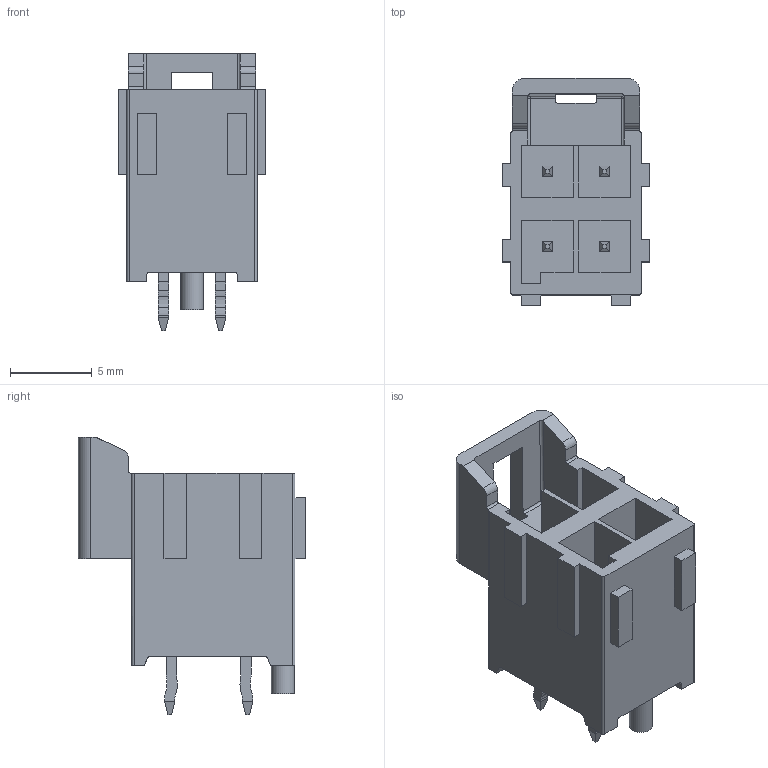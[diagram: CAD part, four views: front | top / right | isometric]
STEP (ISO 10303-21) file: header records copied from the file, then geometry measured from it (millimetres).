
FILE_DESCRIPTION( ( 'STEP AP214' ), '1' );
FILE_NAME( 'psolqas0816210179.stp', '2019-02-18T07:16:21', ( '' ), ( '' ), ' ', 'PARTsolutions', ' ' );
FILE_SCHEMA( ( 'AUTOMOTIVE_DESIGN { 1 0 10303 214 1 1 1 1 }' ) );
Length unit declared in the file: metre
Products named in the file (1): 1
Bounding box: 9 x 13.91 x 17 mm (x, y, z)
Volume: 658.8 mm3; surface area: 1302.4 mm2
Topology: 1 solids, 1 shells, 271 faces, 732 edges, 475 vertices
Faces by surface type: plane 196, cylinder 73, sphere 2
Full cylindrical faces by diameter (mm): 1.4 x1
Entity records: 8449 total; most frequent: CARTESIAN_POINT 1532, ORIENTED_EDGE 1460, DIRECTION 1400, EDGE_CURVE 730, LINE 580, VECTOR 580, VERTEX_POINT 474, AXIS2_PLACEMENT_3D 410
